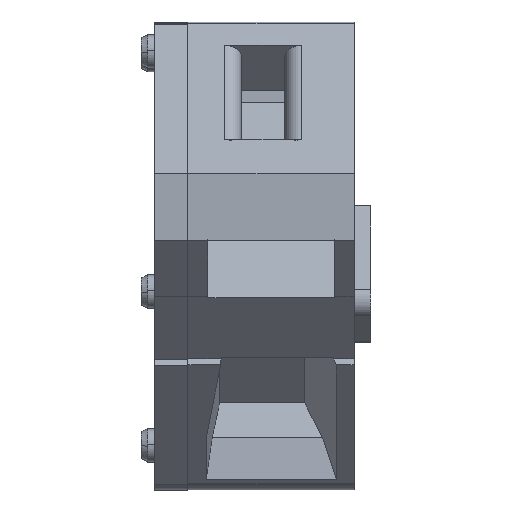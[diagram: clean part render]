
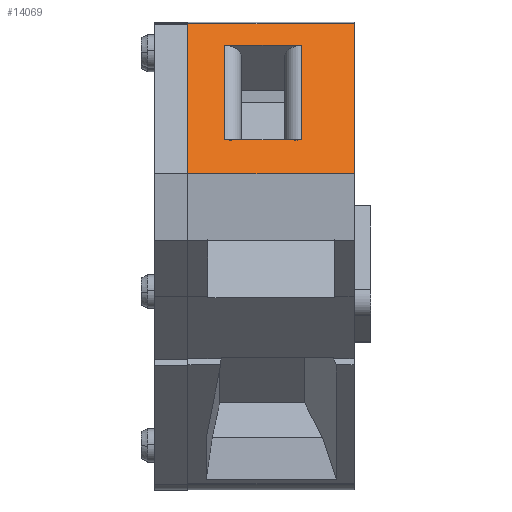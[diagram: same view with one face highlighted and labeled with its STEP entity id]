
A CAD part, top view. The second image highlights one B-rep face of the part: STEP entity #14069.
In plain terms, the highlighted planar face has unit normal (0, 0.707, 0.707).
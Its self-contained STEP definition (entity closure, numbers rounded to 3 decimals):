
#511 = FACE_BOUND ( 'NONE', #19311, .T. ) ;
#2470 = VECTOR ( 'NONE', #29057, 1000. ) ;
#2986 = LINE ( 'NONE', #5493, #6916 ) ;
#3028 = VECTOR ( 'NONE', #5266, 1000. ) ;
#3626 = ORIENTED_EDGE ( 'NONE', *, *, #17819, .T. ) ;
#3919 = CARTESIAN_POINT ( 'NONE',  ( 4.98, 7.86, 12.75 ) ) ;
#4387 = ORIENTED_EDGE ( 'NONE', *, *, #23878, .F. ) ;
#5254 = CARTESIAN_POINT ( 'NONE',  ( 4.98, 7.86, 12.75 ) ) ;
#5266 = DIRECTION ( 'NONE',  ( 0., -0.707, 0.707 ) ) ;
#5493 = CARTESIAN_POINT ( 'NONE',  ( 4.98, 12.352, 8.259 ) ) ;
#6207 = CARTESIAN_POINT ( 'NONE',  ( 1.1, 8.878, 11.732 ) ) ;
#6916 = VECTOR ( 'NONE', #10017, 1000. ) ;
#7448 = LINE ( 'NONE', #21339, #3028 ) ;
#7740 = CARTESIAN_POINT ( 'NONE',  ( 4.98, 12.352, 8.259 ) ) ;
#7750 = EDGE_CURVE ( 'NONE', #30339, #27902, #10996, .T. ) ;
#7933 = ORIENTED_EDGE ( 'NONE', *, *, #24041, .F. ) ;
#8653 = CARTESIAN_POINT ( 'NONE',  ( 3.4, 8.878, 11.732 ) ) ;
#8954 = EDGE_CURVE ( 'NONE', #28952, #29404, #10738, .T. ) ;
#9332 = ORIENTED_EDGE ( 'NONE', *, *, #7750, .F. ) ;
#9601 = CARTESIAN_POINT ( 'NONE',  ( 1.1, 11.707, 8.904 ) ) ;
#9943 = AXIS2_PLACEMENT_3D ( 'NONE', #12994, #23413, #15174 ) ;
#10017 = DIRECTION ( 'NONE',  ( -1., 0., 0. ) ) ;
#10092 = DIRECTION ( 'NONE',  ( 0., 0.707, -0.707 ) ) ;
#10302 = CARTESIAN_POINT ( 'NONE',  ( 4.98, 7.86, 12.75 ) ) ;
#10668 = CARTESIAN_POINT ( 'NONE',  ( 3.4, 8.878, 11.732 ) ) ;
#10738 = LINE ( 'NONE', #6207, #26208 ) ;
#10996 = LINE ( 'NONE', #8653, #11701 ) ;
#11701 = VECTOR ( 'NONE', #20678, 1000. ) ;
#11864 = ORIENTED_EDGE ( 'NONE', *, *, #8954, .T. ) ;
#12496 = VERTEX_POINT ( 'NONE', #3919 ) ;
#12994 = CARTESIAN_POINT ( 'NONE',  ( -0.125, 12.464, 8.146 ) ) ;
#13098 = LINE ( 'NONE', #13399, #19935 ) ;
#13399 = CARTESIAN_POINT ( 'NONE',  ( 1.1, 8.878, 11.732 ) ) ;
#13520 = EDGE_LOOP ( 'NONE', ( #15135, #4387, #3626, #23564 ) ) ;
#14069 = ADVANCED_FACE ( 'NONE', ( #511, #16221 ), #25605, .T. ) ;
#14931 = VERTEX_POINT ( 'NONE', #7740 ) ;
#15135 = ORIENTED_EDGE ( 'NONE', *, *, #21567, .T. ) ;
#15174 = DIRECTION ( 'NONE',  ( 1., 0., 0. ) ) ;
#16221 = FACE_OUTER_BOUND ( 'NONE', #13520, .T. ) ;
#16684 = EDGE_CURVE ( 'NONE', #27902, #29404, #17838, .T. ) ;
#17587 = LINE ( 'NONE', #5254, #18228 ) ;
#17819 = EDGE_CURVE ( 'NONE', #12496, #14931, #17587, .T. ) ;
#17838 = LINE ( 'NONE', #20191, #28233 ) ;
#18228 = VECTOR ( 'NONE', #10092, 1000. ) ;
#19194 = CARTESIAN_POINT ( 'NONE',  ( 0., 12.352, 8.259 ) ) ;
#19311 = EDGE_LOOP ( 'NONE', ( #7933, #11864, #27652, #9332 ) ) ;
#19935 = VECTOR ( 'NONE', #22634, 1000. ) ;
#19984 = LINE ( 'NONE', #10302, #2470 ) ;
#20191 = CARTESIAN_POINT ( 'NONE',  ( 3.4, 11.707, 8.904 ) ) ;
#20678 = DIRECTION ( 'NONE',  ( 0., 0.707, -0.707 ) ) ;
#21339 = CARTESIAN_POINT ( 'NONE',  ( 0., 12.352, 8.259 ) ) ;
#21490 = VERTEX_POINT ( 'NONE', #25743 ) ;
#21567 = EDGE_CURVE ( 'NONE', #27593, #21490, #7448, .T. ) ;
#22557 = CARTESIAN_POINT ( 'NONE',  ( 3.4, 11.707, 8.904 ) ) ;
#22634 = DIRECTION ( 'NONE',  ( 1., 0., 0. ) ) ;
#23413 = DIRECTION ( 'NONE',  ( 0., 0.707, 0.707 ) ) ;
#23564 = ORIENTED_EDGE ( 'NONE', *, *, #26071, .T. ) ;
#23878 = EDGE_CURVE ( 'NONE', #12496, #21490, #19984, .T. ) ;
#24041 = EDGE_CURVE ( 'NONE', #28952, #30339, #13098, .T. ) ;
#25605 = PLANE ( 'NONE',  #9943 ) ;
#25743 = CARTESIAN_POINT ( 'NONE',  ( 0., 7.86, 12.75 ) ) ;
#26051 = CARTESIAN_POINT ( 'NONE',  ( 1.1, 8.878, 11.732 ) ) ;
#26071 = EDGE_CURVE ( 'NONE', #14931, #27593, #2986, .T. ) ;
#26208 = VECTOR ( 'NONE', #29802, 1000. ) ;
#27546 = DIRECTION ( 'NONE',  ( -1., 0., 0. ) ) ;
#27593 = VERTEX_POINT ( 'NONE', #19194 ) ;
#27652 = ORIENTED_EDGE ( 'NONE', *, *, #16684, .F. ) ;
#27902 = VERTEX_POINT ( 'NONE', #22557 ) ;
#28233 = VECTOR ( 'NONE', #27546, 1000. ) ;
#28952 = VERTEX_POINT ( 'NONE', #26051 ) ;
#29057 = DIRECTION ( 'NONE',  ( -1., 0., 0. ) ) ;
#29404 = VERTEX_POINT ( 'NONE', #9601 ) ;
#29802 = DIRECTION ( 'NONE',  ( 0., 0.707, -0.707 ) ) ;
#30339 = VERTEX_POINT ( 'NONE', #10668 ) ;
